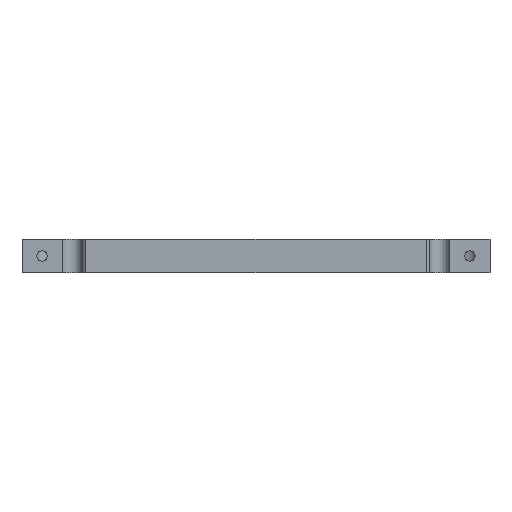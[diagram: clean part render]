
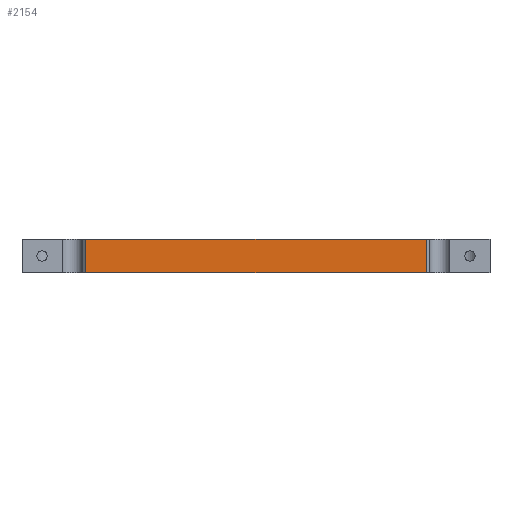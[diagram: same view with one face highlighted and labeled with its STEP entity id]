
A CAD part, front view. The second image highlights one B-rep face of the part: STEP entity #2154.
In plain terms, the highlighted planar face has unit normal (0, -1, 0).
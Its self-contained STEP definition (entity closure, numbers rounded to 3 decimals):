
#84=PLANE('',#2393);
#184=FACE_OUTER_BOUND('',#307,.T.);
#307=EDGE_LOOP('',(#1851,#1852,#1853,#1854));
#360=LINE('',#3192,#552);
#397=LINE('',#3366,#589);
#403=LINE('',#3377,#595);
#517=LINE('',#3793,#709);
#552=VECTOR('',#2459,10.);
#589=VECTOR('',#2602,10.);
#595=VECTOR('',#2612,10.);
#709=VECTOR('',#2998,10.);
#868=VERTEX_POINT('',#3189);
#869=VERTEX_POINT('',#3191);
#953=VERTEX_POINT('',#3364);
#955=VERTEX_POINT('',#3373);
#1084=EDGE_CURVE('',#868,#869,#360,.T.);
#1171=EDGE_CURVE('',#953,#868,#397,.T.);
#1177=EDGE_CURVE('',#869,#955,#403,.T.);
#1347=EDGE_CURVE('',#955,#953,#517,.T.);
#1851=ORIENTED_EDGE('',*,*,#1171,.F.);
#1852=ORIENTED_EDGE('',*,*,#1347,.F.);
#1853=ORIENTED_EDGE('',*,*,#1177,.F.);
#1854=ORIENTED_EDGE('',*,*,#1084,.F.);
#2154=ADVANCED_FACE('',(#184),#84,.T.);
#2393=AXIS2_PLACEMENT_3D('',#3792,#2996,#2997);
#2459=DIRECTION('',(1.,0.,0.));
#2602=DIRECTION('',(0.,0.,1.));
#2612=DIRECTION('',(0.,0.,-1.));
#2996=DIRECTION('center_axis',(0.,-1.,0.));
#2997=DIRECTION('ref_axis',(-1.,0.,0.));
#2998=DIRECTION('',(-1.,0.,0.));
#3189=CARTESIAN_POINT('',(-25.5,-30.5,0.));
#3191=CARTESIAN_POINT('',(25.5,-30.5,0.));
#3192=CARTESIAN_POINT('',(-26.,-30.5,0.));
#3364=CARTESIAN_POINT('',(-25.5,-30.5,-5.));
#3366=CARTESIAN_POINT('',(-25.5,-30.5,0.));
#3373=CARTESIAN_POINT('',(25.5,-30.5,-5.));
#3377=CARTESIAN_POINT('',(25.5,-30.5,0.));
#3792=CARTESIAN_POINT('Origin',(26.,-30.5,0.));
#3793=CARTESIAN_POINT('',(-26.,-30.5,-5.));
